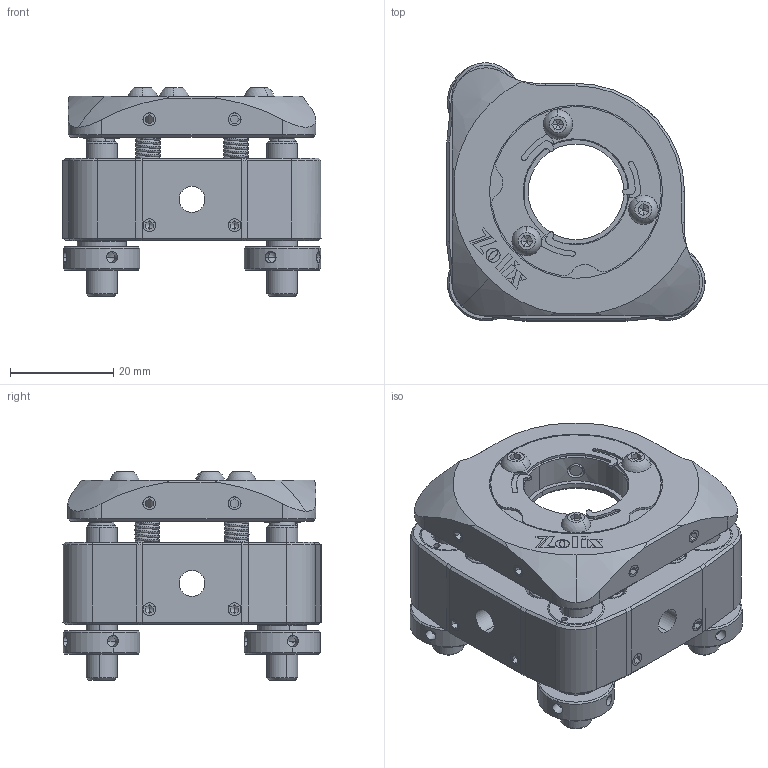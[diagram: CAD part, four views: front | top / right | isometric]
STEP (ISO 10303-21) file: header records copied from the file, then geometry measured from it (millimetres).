
FILE_DESCRIPTION (( 'STEP AP203' ), '1' );
FILE_NAME ('AUS20-0 .STEP', '2019-04-30T05:59:35', ( 'User' ), ( 'User' ), 'SwSTEP 2.0', 'SolidWorks 2016', '' );
FILE_SCHEMA (( 'CONFIG_CONTROL_DESIGN' ));
Length unit declared in the file: millimetre
Products named in the file (1): AUS20-0 
Bounding box: 50 x 49.98 x 40.45 mm (x, y, z)
Surface area: 18222.5 mm2 (no closed solid volume)
Topology: 0 solids, 40 shells, 604 faces, 1846 edges, 1257 vertices
Faces by surface type: plane 244, cylinder 190, cone 146, sphere 16, bspline 8
Entity records: 27901 total; most frequent: CARTESIAN_POINT 11567, DIRECTION 3419, ORIENTED_EDGE 3068, EDGE_CURVE 1799, VERTEX_POINT 1248, AXIS2_PLACEMENT_3D 1144, LINE 1131, VECTOR 1131
